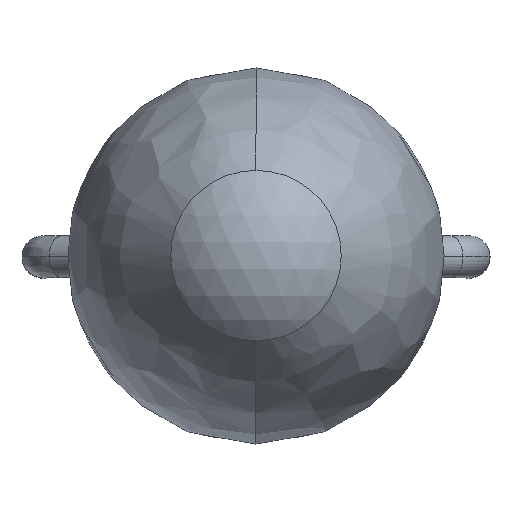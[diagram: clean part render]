
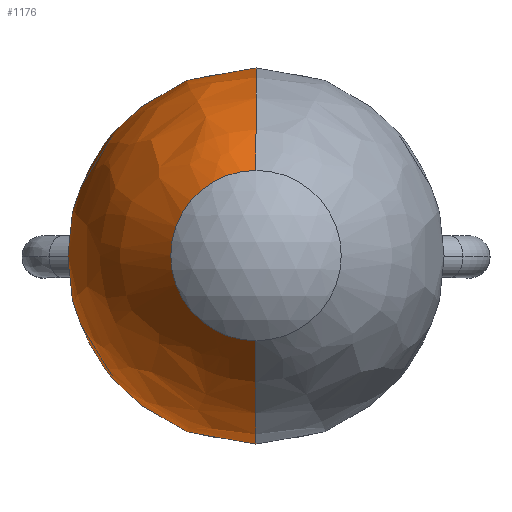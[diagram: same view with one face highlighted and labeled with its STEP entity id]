
A CAD part, top view. The second image highlights one B-rep face of the part: STEP entity #1176.
In plain terms, the highlighted free-form (B-spline) face has degree [2, 2] with [3, 9] control points.
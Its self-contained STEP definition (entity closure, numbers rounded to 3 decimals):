
#1085=CARTESIAN_POINT('',(0.,1.358,2.771));
#1086=CARTESIAN_POINT('',(0.,3.621,5.807));
#1087=CARTESIAN_POINT('',(0.,1.016,8.556));
#1088=CARTESIAN_POINT('',(1.358,1.358,2.771));
#1089=CARTESIAN_POINT('',(3.621,3.621,5.807));
#1090=CARTESIAN_POINT('',(1.016,1.016,8.556));
#1091=CARTESIAN_POINT('',(1.358,0.,2.771));
#1092=CARTESIAN_POINT('',(3.621,0.,5.807));
#1093=CARTESIAN_POINT('',(1.016,0.,8.556));
#1094=CARTESIAN_POINT('',(1.358,-1.358,2.771));
#1095=CARTESIAN_POINT('',(3.621,-3.621,5.807));
#1096=CARTESIAN_POINT('',(1.016,-1.016,8.556));
#1097=CARTESIAN_POINT('',(0.,-1.358,2.771));
#1098=CARTESIAN_POINT('',(0.,-3.621,5.807));
#1099=CARTESIAN_POINT('',(0.,-1.016,8.556));
#1100=CARTESIAN_POINT('',(-1.358,-1.358,2.771));
#1101=CARTESIAN_POINT('',(-3.621,-3.621,5.807));
#1102=CARTESIAN_POINT('',(-1.016,-1.016,8.556));
#1103=CARTESIAN_POINT('',(-1.358,0.,2.771));
#1104=CARTESIAN_POINT('',(-3.621,0.,5.807));
#1105=CARTESIAN_POINT('',(-1.016,0.,8.556));
#1106=CARTESIAN_POINT('',(-1.358,1.358,2.771));
#1107=CARTESIAN_POINT('',(-3.621,3.621,5.807));
#1108=CARTESIAN_POINT('',(-1.016,1.016,8.556));
#1109=CARTESIAN_POINT('',(0.,1.358,2.771));
#1110=CARTESIAN_POINT('',(0.,3.621,5.807));
#1111=CARTESIAN_POINT('',(0.,1.016,8.556));
#1119=(BOUNDED_SURFACE()B_SPLINE_SURFACE(2,2,((#1085,#1088,#1091,#1094,#1097,#1100,#1103,#1106,#1109),(#1086,#1089,#1092,#1095,#1098,#1101,#1104,#1107,#1110),(#1087,#1090,#1093,#1096,#1099,#1102,#1105,#1108,#1111)),.UNSPECIFIED.,.F.,.T.,.U.)B_SPLINE_SURFACE_WITH_KNOTS((3,3),(3,2,2,2,3),(-0.64,0.759),(0.0,1.571,3.142,4.712,6.283),.UNSPECIFIED.)GEOMETRIC_REPRESENTATION_ITEM()RATIONAL_B_SPLINE_SURFACE(((1.0,0.707,1.0,0.707,1.0,0.707,1.0,0.707,1.0),(0.765,0.541,0.765,0.541,0.765,0.541,0.765,0.541,0.765),(1.0,0.707,1.0,0.707,1.0,0.707,1.0,0.707,1.0)))REPRESENTATION_ITEM('')SURFACE());
#1120=CARTESIAN_POINT('',(0.,-1.016,8.556));
#1121=VERTEX_POINT('',#1120);
#1122=CARTESIAN_POINT('',(0.,-1.358,2.771));
#1123=VERTEX_POINT('',#1122);
#1124=CARTESIAN_POINT('',(0.,2.25,5.46));
#1125=DIRECTION('',(1.0,0.0,0.0));
#1126=DIRECTION('',(0.0,-1.0,0.0));
#1127=AXIS2_PLACEMENT_3D('',#1124,#1125,#1126);
#1128=CIRCLE('',#1127,4.5);
#1129=EDGE_CURVE('',#1121,#1123,#1128,.T.);
#1130=ORIENTED_EDGE('',*,*,#1129,.F.);
#1131=CARTESIAN_POINT('',(-1.016,0.,8.556));
#1132=VERTEX_POINT('',#1131);
#1133=CARTESIAN_POINT('',(0.,0.,8.556));
#1134=DIRECTION('',(0.0,0.0,1.0));
#1135=DIRECTION('',(-1.0,0.0,0.0));
#1136=AXIS2_PLACEMENT_3D('',#1133,#1134,#1135);
#1137=CIRCLE('',#1136,1.016);
#1138=EDGE_CURVE('',#1132,#1121,#1137,.T.);
#1139=ORIENTED_EDGE('',*,*,#1138,.F.);
#1140=CARTESIAN_POINT('',(0.,1.016,8.556));
#1141=VERTEX_POINT('',#1140);
#1142=CARTESIAN_POINT('',(0.,0.,8.556));
#1143=DIRECTION('',(0.0,0.0,1.0));
#1144=DIRECTION('',(-1.0,0.0,0.0));
#1145=AXIS2_PLACEMENT_3D('',#1142,#1143,#1144);
#1146=CIRCLE('',#1145,1.016);
#1147=EDGE_CURVE('',#1141,#1132,#1146,.T.);
#1148=ORIENTED_EDGE('',*,*,#1147,.F.);
#1149=CARTESIAN_POINT('',(0.,1.358,2.771));
#1150=VERTEX_POINT('',#1149);
#1151=CARTESIAN_POINT('',(0.,-2.25,5.46));
#1152=DIRECTION('',(-1.0,0.0,0.0));
#1153=DIRECTION('',(0.0,1.0,0.0));
#1154=AXIS2_PLACEMENT_3D('',#1151,#1152,#1153);
#1155=CIRCLE('',#1154,4.5);
#1156=EDGE_CURVE('',#1141,#1150,#1155,.T.);
#1157=ORIENTED_EDGE('',*,*,#1156,.T.);
#1158=CARTESIAN_POINT('',(-1.358,0.,2.771));
#1159=VERTEX_POINT('',#1158);
#1160=CARTESIAN_POINT('',(0.,0.,2.771));
#1161=DIRECTION('',(0.0,0.0,1.0));
#1162=DIRECTION('',(-1.0,0.0,0.0));
#1163=AXIS2_PLACEMENT_3D('',#1160,#1161,#1162);
#1164=CIRCLE('',#1163,1.358);
#1165=EDGE_CURVE('',#1150,#1159,#1164,.T.);
#1166=ORIENTED_EDGE('',*,*,#1165,.T.);
#1167=CARTESIAN_POINT('',(0.,0.,2.771));
#1168=DIRECTION('',(0.0,0.0,1.0));
#1169=DIRECTION('',(-1.0,0.0,0.0));
#1170=AXIS2_PLACEMENT_3D('',#1167,#1168,#1169);
#1171=CIRCLE('',#1170,1.358);
#1172=EDGE_CURVE('',#1159,#1123,#1171,.T.);
#1173=ORIENTED_EDGE('',*,*,#1172,.T.);
#1174=EDGE_LOOP('',(#1130,#1139,#1148,#1157,#1166,#1173));
#1175=FACE_OUTER_BOUND('',#1174,.T.);
#1176=ADVANCED_FACE('',(#1175),#1119,.T.);
